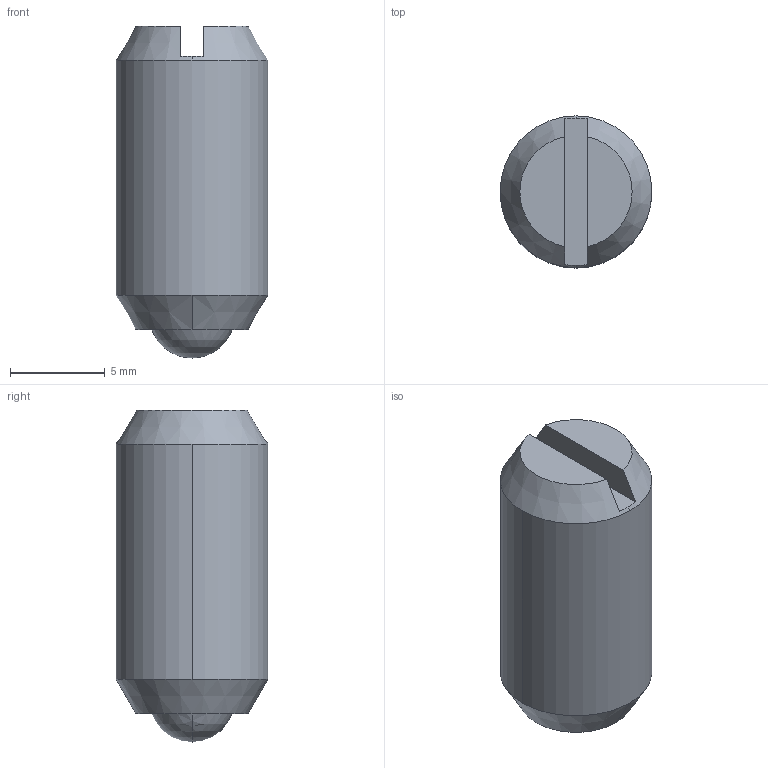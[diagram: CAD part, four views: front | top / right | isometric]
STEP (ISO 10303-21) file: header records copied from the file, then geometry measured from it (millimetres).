
FILE_DESCRIPTION(('STEP AP214'),'1');
FILE_NAME('HALDERN_EH_22050_1608.stp','2020-02-28T09:40:02',('TraceParts'),('TraceParts S.A.'),'Spatial InterOp 3D',' ',' ');
FILE_SCHEMA(('AUTOMOTIVE_DESIGN { 1 0 10303 214 1 1 1 1 }'));
Length unit declared in the file: millimetre
Products named in the file (1): HALDERN_EH_22050_1608_1
Bounding box: 8 x 8 x 17.5 mm (x, y, z)
Volume: 617.8 mm3; surface area: 698.9 mm2
Topology: 2 solids, 2 shells, 17 faces, 42 edges, 26 vertices
Faces by surface type: plane 7, cylinder 4, cone 4, sphere 2
Entity records: 642 total; most frequent: DIRECTION 94, CARTESIAN_POINT 91, ORIENTED_EDGE 76, AXIS2_PLACEMENT_3D 41, EDGE_CURVE 38, VERTEX_POINT 26, CIRCLE 22, EDGE_LOOP 18
